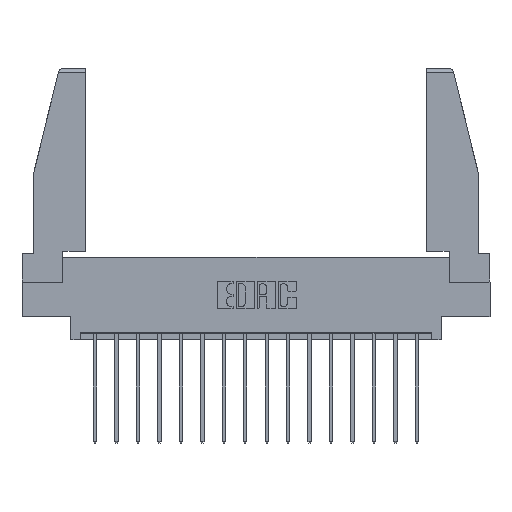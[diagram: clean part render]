
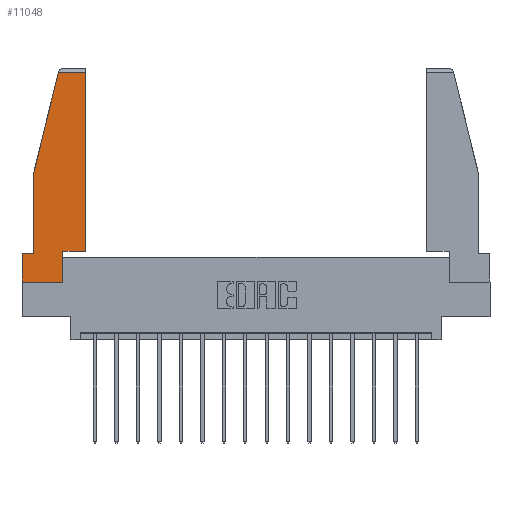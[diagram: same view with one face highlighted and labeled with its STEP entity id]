
A CAD part, top view. The second image highlights one B-rep face of the part: STEP entity #11048.
In plain terms, the highlighted planar face has unit normal (0, 0, 1).
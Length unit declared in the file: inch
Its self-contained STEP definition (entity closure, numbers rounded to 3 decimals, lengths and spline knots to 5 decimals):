
#227 = ORIENTED_EDGE ( 'NONE', *, *, #16720, .T. ) ;
#345 = CARTESIAN_POINT ( 'NONE',  ( 0.297, 0., 0. ) ) ;
#549 = VECTOR ( 'NONE', #16580, 39.37008 ) ;
#779 = ORIENTED_EDGE ( 'NONE', *, *, #16535, .T. ) ;
#1166 = ORIENTED_EDGE ( 'NONE', *, *, #11771, .T. ) ;
#1230 = CARTESIAN_POINT ( 'NONE',  ( 0.086, 0.8, 0. ) ) ;
#1733 = VECTOR ( 'NONE', #3232, 39.37008 ) ;
#1821 = VERTEX_POINT ( 'NONE', #15263 ) ;
#1977 = CARTESIAN_POINT ( 'NONE',  ( 0.271, 1.55, 0. ) ) ;
#2153 = DIRECTION ( 'NONE',  ( -0.239, -0.971, 0. ) ) ;
#2155 = VERTEX_POINT ( 'NONE', #17032 ) ;
#2226 = VERTEX_POINT ( 'NONE', #14888 ) ;
#2285 = LINE ( 'NONE', #10982, #9224 ) ;
#2334 = VERTEX_POINT ( 'NONE', #7336 ) ;
#3022 = DIRECTION ( 'NONE',  ( 0., -1., 0. ) ) ;
#3091 = CARTESIAN_POINT ( 'NONE',  ( 0., 1.52, 0. ) ) ;
#3232 = DIRECTION ( 'NONE',  ( 1., 0., 0. ) ) ;
#4457 = DIRECTION ( 'NONE',  ( 0., 1., 0. ) ) ;
#4678 = CARTESIAN_POINT ( 'NONE',  ( 0., 0., 0. ) ) ;
#5280 = DIRECTION ( 'NONE',  ( -1., 0., 0. ) ) ;
#5416 = CARTESIAN_POINT ( 'NONE',  ( 0., 0., 0. ) ) ;
#5632 = ORIENTED_EDGE ( 'NONE', *, *, #11094, .T. ) ;
#5782 = LINE ( 'NONE', #7581, #13065 ) ;
#5869 = VECTOR ( 'NONE', #2153, 39.37008 ) ;
#6080 = VERTEX_POINT ( 'NONE', #5416 ) ;
#6141 = CARTESIAN_POINT ( 'NONE',  ( 0.461, 0.223, 0. ) ) ;
#6766 = VECTOR ( 'NONE', #3022, 39.37008 ) ;
#6904 = CARTESIAN_POINT ( 'NONE',  ( 0.086, 0.21, 0. ) ) ;
#7336 = CARTESIAN_POINT ( 'NONE',  ( 0., 0.21, 0. ) ) ;
#7581 = CARTESIAN_POINT ( 'NONE',  ( 0., 0.21, 0. ) ) ;
#7698 = DIRECTION ( 'NONE',  ( 0., 0., 1. ) ) ;
#7707 = EDGE_CURVE ( 'NONE', #6080, #2226, #17663, .T. ) ;
#7733 = EDGE_CURVE ( 'NONE', #15494, #17631, #8407, .T. ) ;
#8211 = CARTESIAN_POINT ( 'NONE',  ( 0.461, 0.223, 0. ) ) ;
#8407 = LINE ( 'NONE', #8211, #11665 ) ;
#8782 = ORIENTED_EDGE ( 'NONE', *, *, #16642, .T. ) ;
#8796 = EDGE_CURVE ( 'NONE', #1821, #9949, #10545, .T. ) ;
#9224 = VECTOR ( 'NONE', #12634, 39.37008 ) ;
#9613 = CARTESIAN_POINT ( 'NONE',  ( 0., 0., 0. ) ) ;
#9949 = VERTEX_POINT ( 'NONE', #6904 ) ;
#10467 = DIRECTION ( 'NONE',  ( 1., 0., 0. ) ) ;
#10545 = LINE ( 'NONE', #1230, #6766 ) ;
#10982 = CARTESIAN_POINT ( 'NONE',  ( 0., 0.21, 0. ) ) ;
#11048 = ADVANCED_FACE ( 'NONE', ( #11541 ), #11515, .T. ) ;
#11094 = EDGE_CURVE ( 'NONE', #9949, #2334, #5782, .T. ) ;
#11380 = CARTESIAN_POINT ( 'NONE',  ( 0.297, 0.223, 0. ) ) ;
#11515 = PLANE ( 'NONE',  #11694 ) ;
#11541 = FACE_OUTER_BOUND ( 'NONE', #11565, .T. ) ;
#11565 = EDGE_LOOP ( 'NONE', ( #12173, #17540, #8782, #15221, #5632, #227, #17649, #779, #1166 ) ) ;
#11665 = VECTOR ( 'NONE', #17713, 39.37008 ) ;
#11694 = AXIS2_PLACEMENT_3D ( 'NONE', #4678, #7698, #10467 ) ;
#11771 = EDGE_CURVE ( 'NONE', #2155, #15494, #15260, .T. ) ;
#11801 = CARTESIAN_POINT ( 'NONE',  ( 0.461, 1.52, 0. ) ) ;
#12173 = ORIENTED_EDGE ( 'NONE', *, *, #7733, .T. ) ;
#12532 = CARTESIAN_POINT ( 'NONE',  ( 0.2636, 1.52, 0. ) ) ;
#12634 = DIRECTION ( 'NONE',  ( 0., -1., 0. ) ) ;
#12906 = DIRECTION ( 'NONE',  ( -1., 0., 0. ) ) ;
#13065 = VECTOR ( 'NONE', #5280, 39.37008 ) ;
#13373 = VECTOR ( 'NONE', #4457, 39.37008 ) ;
#14095 = VECTOR ( 'NONE', #12906, 39.37008 ) ;
#14853 = EDGE_CURVE ( 'NONE', #17631, #17998, #16998, .T. ) ;
#14888 = CARTESIAN_POINT ( 'NONE',  ( 0.297, 0., 0. ) ) ;
#15221 = ORIENTED_EDGE ( 'NONE', *, *, #8796, .T. ) ;
#15260 = LINE ( 'NONE', #11380, #1733 ) ;
#15263 = CARTESIAN_POINT ( 'NONE',  ( 0.086, 0.8, 0. ) ) ;
#15494 = VERTEX_POINT ( 'NONE', #6141 ) ;
#16535 = EDGE_CURVE ( 'NONE', #2226, #2155, #18046, .T. ) ;
#16580 = DIRECTION ( 'NONE',  ( 1., 0., 0. ) ) ;
#16642 = EDGE_CURVE ( 'NONE', #17998, #1821, #17166, .T. ) ;
#16720 = EDGE_CURVE ( 'NONE', #2334, #6080, #2285, .T. ) ;
#16998 = LINE ( 'NONE', #3091, #14095 ) ;
#17032 = CARTESIAN_POINT ( 'NONE',  ( 0.297, 0.223, 0. ) ) ;
#17166 = LINE ( 'NONE', #1977, #5869 ) ;
#17540 = ORIENTED_EDGE ( 'NONE', *, *, #14853, .T. ) ;
#17631 = VERTEX_POINT ( 'NONE', #11801 ) ;
#17649 = ORIENTED_EDGE ( 'NONE', *, *, #7707, .T. ) ;
#17663 = LINE ( 'NONE', #9613, #549 ) ;
#17713 = DIRECTION ( 'NONE',  ( 0., 1., 0. ) ) ;
#17998 = VERTEX_POINT ( 'NONE', #12532 ) ;
#18046 = LINE ( 'NONE', #345, #13373 ) ;
